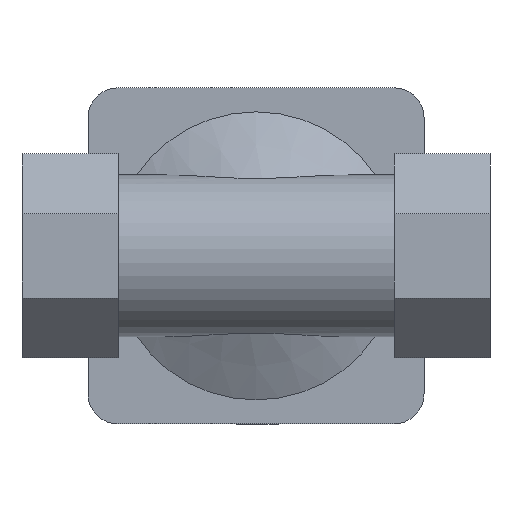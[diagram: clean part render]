
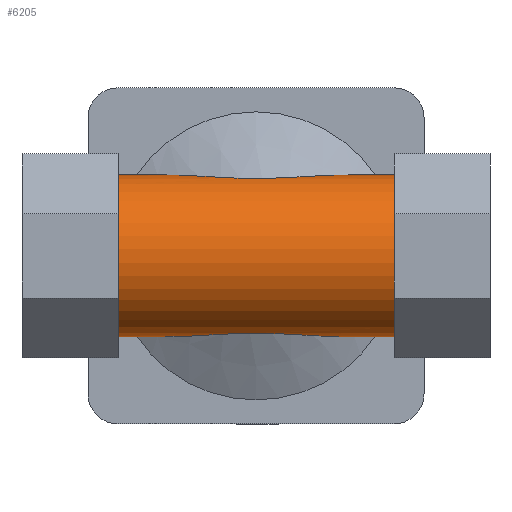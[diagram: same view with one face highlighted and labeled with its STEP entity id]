
A CAD part, front view. The second image highlights one B-rep face of the part: STEP entity #6205.
In plain terms, the highlighted cylindrical face has radius 27 mm (diameter 54 mm), a partial arc.
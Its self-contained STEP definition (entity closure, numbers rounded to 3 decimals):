
#119=B_SPLINE_CURVE_WITH_KNOTS('',3,(#9539,#9540,#9541,#9542,#9543,#9544,
#9545,#9546,#9547,#9548,#9549,#9550,#9551,#9552,#9553,#9554,#9555,#9556,
#9557,#9558,#9559,#9560),.UNSPECIFIED.,.F.,.F.,(4,2,2,2,2,2,2,2,2,2,4),
(2.529,2.901,3.627,4.352,5.077,
5.803,6.528,7.253,7.979,8.704,
9.076),.UNSPECIFIED.);
#120=B_SPLINE_CURVE_WITH_KNOTS('',3,(#9563,#9564,#9565,#9566,#9567,#9568,
#9569,#9570,#9571,#9572,#9573,#9574,#9575,#9576,#9577,#9578,#9579,#9580,
#9581,#9582,#9583,#9584),.UNSPECIFIED.,.F.,.F.,(4,2,2,2,2,2,2,2,2,2,4),
(2.529,2.901,3.627,4.352,5.077,
5.803,6.528,7.253,7.979,8.704,
9.076),.UNSPECIFIED.);
#581=FACE_OUTER_BOUND('',#954,.T.);
#954=EDGE_LOOP('',(#4471,#4472,#4473,#4474,#4475,#4476,#4477,#4478));
#1365=LINE('',#9453,#1879);
#1399=LINE('',#9528,#1913);
#1402=LINE('',#9538,#1916);
#1403=LINE('',#9562,#1917);
#1879=VECTOR('',#7463,10.);
#1913=VECTOR('',#7521,10.);
#1916=VECTOR('',#7526,10.);
#1917=VECTOR('',#7527,10.);
#2366=CIRCLE('',#6617,27.);
#2367=CIRCLE('',#6635,27.);
#2691=VERTEX_POINT('',#9418);
#2692=VERTEX_POINT('',#9420);
#2701=VERTEX_POINT('',#9452);
#2724=VERTEX_POINT('',#9519);
#2725=VERTEX_POINT('',#9521);
#2727=VERTEX_POINT('',#9527);
#2730=VERTEX_POINT('',#9537);
#2731=VERTEX_POINT('',#9561);
#3345=EDGE_CURVE('',#2692,#2691,#2366,.T.);
#3361=EDGE_CURVE('',#2692,#2701,#1365,.T.);
#3395=EDGE_CURVE('',#2724,#2725,#2367,.T.);
#3397=EDGE_CURVE('',#2724,#2727,#1399,.T.);
#3401=EDGE_CURVE('',#2730,#2691,#1402,.T.);
#3402=EDGE_CURVE('',#2730,#2727,#119,.T.);
#3403=EDGE_CURVE('',#2731,#2725,#1403,.T.);
#3404=EDGE_CURVE('',#2731,#2701,#120,.T.);
#4471=ORIENTED_EDGE('',*,*,#3345,.T.);
#4472=ORIENTED_EDGE('',*,*,#3401,.F.);
#4473=ORIENTED_EDGE('',*,*,#3402,.T.);
#4474=ORIENTED_EDGE('',*,*,#3397,.F.);
#4475=ORIENTED_EDGE('',*,*,#3395,.T.);
#4476=ORIENTED_EDGE('',*,*,#3403,.F.);
#4477=ORIENTED_EDGE('',*,*,#3404,.T.);
#4478=ORIENTED_EDGE('',*,*,#3361,.F.);
#6053=CYLINDRICAL_SURFACE('',#6637,27.);
#6205=ADVANCED_FACE('',(#581),#6053,.T.);
#6617=AXIS2_PLACEMENT_3D('',#9421,#7432,#7433);
#6635=AXIS2_PLACEMENT_3D('',#9523,#7516,#7517);
#6637=AXIS2_PLACEMENT_3D('',#9536,#7524,#7525);
#7432=DIRECTION('center_axis',(1.,0.,0.));
#7433=DIRECTION('ref_axis',(0.,0.009,1.));
#7463=DIRECTION('',(1.,0.,0.));
#7516=DIRECTION('center_axis',(-1.,0.,0.));
#7517=DIRECTION('ref_axis',(0.,0.009,1.));
#7521=DIRECTION('',(-1.,0.,0.));
#7524=DIRECTION('center_axis',(1.,0.,0.));
#7525=DIRECTION('ref_axis',(0.,-1.,0.));
#7526=DIRECTION('',(-1.,0.,0.));
#7527=DIRECTION('',(1.,0.,0.));
#9418=CARTESIAN_POINT('',(-46.,-26.755,-26.999));
#9420=CARTESIAN_POINT('',(-46.,-26.755,26.999));
#9421=CARTESIAN_POINT('Origin',(-46.,-27.,0.));
#9452=CARTESIAN_POINT('',(-32.811,-26.755,26.999));
#9453=CARTESIAN_POINT('',(0.,-26.755,26.999));
#9519=CARTESIAN_POINT('',(46.,-26.755,-26.999));
#9521=CARTESIAN_POINT('',(46.,-26.755,26.999));
#9523=CARTESIAN_POINT('Origin',(46.,-27.,0.));
#9527=CARTESIAN_POINT('',(32.811,-26.755,-26.999));
#9528=CARTESIAN_POINT('',(0.,-26.755,-26.999));
#9536=CARTESIAN_POINT('Origin',(0.,-27.,0.));
#9537=CARTESIAN_POINT('',(-32.811,-26.755,-26.999));
#9538=CARTESIAN_POINT('',(0.,-26.755,-26.999));
#9539=CARTESIAN_POINT('Ctrl Pts',(-32.811,-26.755,-26.999));
#9540=CARTESIAN_POINT('Ctrl Pts',(-31.567,-27.233,-27.003));
#9541=CARTESIAN_POINT('Ctrl Pts',(-30.321,-27.706,-26.995));
#9542=CARTESIAN_POINT('Ctrl Pts',(-26.643,-29.074,-26.935));
#9543=CARTESIAN_POINT('Ctrl Pts',(-24.21,-29.946,-26.851));
#9544=CARTESIAN_POINT('Ctrl Pts',(-19.352,-31.568,-26.623));
#9545=CARTESIAN_POINT('Ctrl Pts',(-16.927,-32.32,-26.479));
#9546=CARTESIAN_POINT('Ctrl Pts',(-12.086,-33.617,-26.185));
#9547=CARTESIAN_POINT('Ctrl Pts',(-9.669,-34.161,-26.036));
#9548=CARTESIAN_POINT('Ctrl Pts',(-4.835,-34.918,-25.816));
#9549=CARTESIAN_POINT('Ctrl Pts',(-2.418,-35.126,-25.748));
#9550=CARTESIAN_POINT('Ctrl Pts',(2.418,-35.126,-25.748));
#9551=CARTESIAN_POINT('Ctrl Pts',(4.835,-34.918,-25.816));
#9552=CARTESIAN_POINT('Ctrl Pts',(9.669,-34.161,-26.036));
#9553=CARTESIAN_POINT('Ctrl Pts',(12.086,-33.617,-26.185));
#9554=CARTESIAN_POINT('Ctrl Pts',(16.927,-32.32,-26.479));
#9555=CARTESIAN_POINT('Ctrl Pts',(19.352,-31.568,-26.623));
#9556=CARTESIAN_POINT('Ctrl Pts',(24.21,-29.946,-26.851));
#9557=CARTESIAN_POINT('Ctrl Pts',(26.643,-29.074,-26.935));
#9558=CARTESIAN_POINT('Ctrl Pts',(30.321,-27.706,-26.995));
#9559=CARTESIAN_POINT('Ctrl Pts',(31.567,-27.233,-27.003));
#9560=CARTESIAN_POINT('Ctrl Pts',(32.811,-26.755,-26.999));
#9561=CARTESIAN_POINT('',(32.811,-26.755,26.999));
#9562=CARTESIAN_POINT('',(0.,-26.755,26.999));
#9563=CARTESIAN_POINT('Ctrl Pts',(32.811,-26.755,26.999));
#9564=CARTESIAN_POINT('Ctrl Pts',(31.567,-27.233,27.003));
#9565=CARTESIAN_POINT('Ctrl Pts',(30.321,-27.706,26.995));
#9566=CARTESIAN_POINT('Ctrl Pts',(26.643,-29.074,26.935));
#9567=CARTESIAN_POINT('Ctrl Pts',(24.21,-29.946,26.851));
#9568=CARTESIAN_POINT('Ctrl Pts',(19.352,-31.568,26.623));
#9569=CARTESIAN_POINT('Ctrl Pts',(16.927,-32.32,26.479));
#9570=CARTESIAN_POINT('Ctrl Pts',(12.086,-33.617,26.185));
#9571=CARTESIAN_POINT('Ctrl Pts',(9.669,-34.161,26.036));
#9572=CARTESIAN_POINT('Ctrl Pts',(4.835,-34.918,25.816));
#9573=CARTESIAN_POINT('Ctrl Pts',(2.418,-35.126,25.748));
#9574=CARTESIAN_POINT('Ctrl Pts',(-2.418,-35.126,25.748));
#9575=CARTESIAN_POINT('Ctrl Pts',(-4.835,-34.918,25.816));
#9576=CARTESIAN_POINT('Ctrl Pts',(-9.669,-34.161,26.036));
#9577=CARTESIAN_POINT('Ctrl Pts',(-12.086,-33.617,26.185));
#9578=CARTESIAN_POINT('Ctrl Pts',(-16.927,-32.32,26.479));
#9579=CARTESIAN_POINT('Ctrl Pts',(-19.352,-31.568,26.623));
#9580=CARTESIAN_POINT('Ctrl Pts',(-24.21,-29.946,26.851));
#9581=CARTESIAN_POINT('Ctrl Pts',(-26.643,-29.074,26.935));
#9582=CARTESIAN_POINT('Ctrl Pts',(-30.321,-27.706,26.995));
#9583=CARTESIAN_POINT('Ctrl Pts',(-31.567,-27.233,27.003));
#9584=CARTESIAN_POINT('Ctrl Pts',(-32.811,-26.755,26.999));
